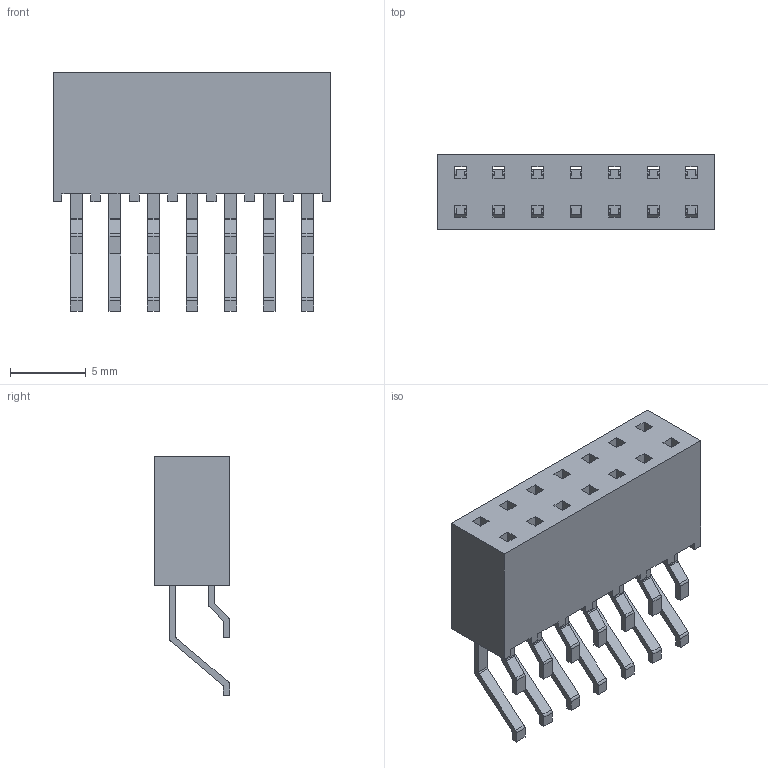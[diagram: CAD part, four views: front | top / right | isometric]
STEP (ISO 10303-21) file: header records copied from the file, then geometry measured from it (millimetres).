
FILE_DESCRIPTION(/* description */ ('STEP AP214'),/* implementation_level */ '2;1');
FILE_NAME(/* name */ 'SMH-107-02-G-D',/* time_stamp */ '2024-12-26T07:15:53+01:00',/* author */ ('License CC BY-ND 4.0'),/* organization */ ('CADENAS'),/* preprocessor_version */ 'ST-DEVELOPER v19.3',/* originating_system */ 'PARTsolutions',/* authorisation */ ' ');
FILE_SCHEMA (('AUTOMOTIVE_DESIGN {1 0 10303 214 3 1 1}'));
Length unit declared in the file: inch
Products named in the file (3): SMH-107-02-G-D; SMH-107-D_socket; C-08-03-07-D_SMH
Assembly tree (2 placements, depth 2):
  SMH-107-02-G-D
    SMH-107-D_socket
    C-08-03-07-D_SMH
Bounding box: 18.29 x 4.95 x 15.75 mm (x, y, z)
Volume: 783 mm3; surface area: 1653 mm2
Topology: 2 solids, 2 shells, 352 faces, 1044 edges, 696 vertices
Faces by surface type: plane 296, cylinder 56
Entity records: 11774 total; most frequent: CARTESIAN_POINT 2095, ORIENTED_EDGE 2088, DIRECTION 1866, EDGE_CURVE 1044, LINE 932, VECTOR 932, VERTEX_POINT 696, AXIS2_PLACEMENT_3D 467
